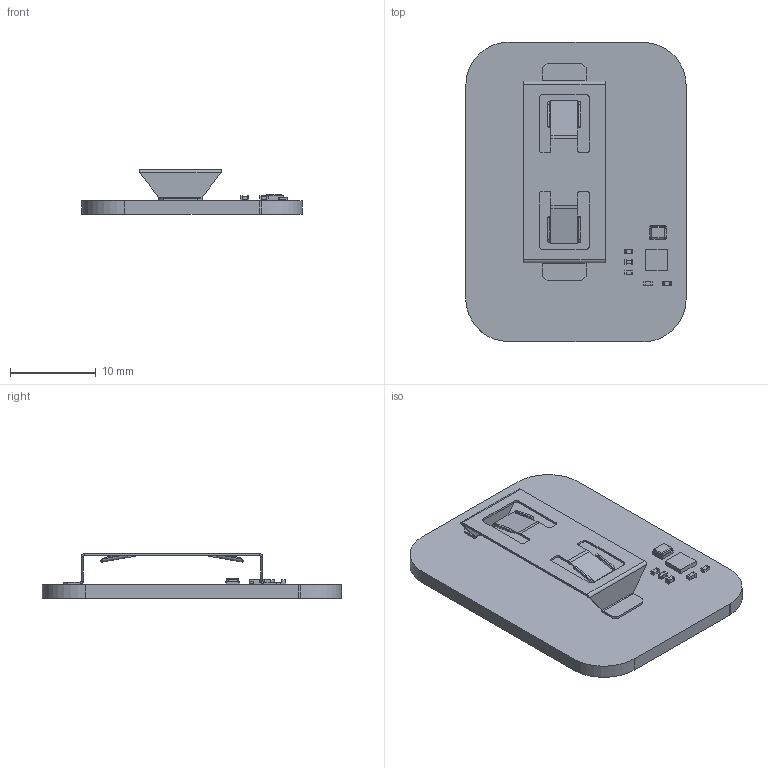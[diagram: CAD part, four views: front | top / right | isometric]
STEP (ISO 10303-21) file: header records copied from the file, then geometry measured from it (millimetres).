
FILE_DESCRIPTION(('KiCad electronic assembly'),'2;1');
FILE_NAME('jbeacon.step','2024-12-28T14:33:57',('Pcbnew'),('Kicad'), 'Open CASCADE STEP processor 7.7','KiCad to STEP converter','Unknown' );
FILE_SCHEMA(('AUTOMOTIVE_DESIGN { 1 0 10303 214 1 1 1 1 }'));
Length unit declared in the file: millimetre
Products named in the file (12): jbeacon 1; C_0402_1005Metric; XRCGB26M000F2P00R0; XRCGB27M000F2P00R0; BC-2003; R_0402_1005Metric; QFN8; jbeacon_PCB
Assembly tree (14 placements, depth 3):
  jbeacon 1
    C_0402_1005Metric  x3
      C_0402_1005Metric
    XRCGB26M000F2P00R0
      XRCGB27M000F2P00R0
    BC-2003
      BC-2003
    R_0402_1005Metric  x2
      R_0402_1005Metric
    QFN8
      QFN8
    jbeacon_PCB
Bounding box: 25.71 x 34.96 x 5.21 mm (x, y, z)
Volume: 1467.1 mm3; surface area: 2483.4 mm2
Topology: 13 solids, 13 shells, 443 faces, 1121 edges, 710 vertices
Faces by surface type: plane 319, cylinder 116, bspline 8
Entity records: 11375 total; most frequent: CARTESIAN_POINT 2027, ORIENTED_EDGE 1818, DIRECTION 1785, EDGE_CURVE 909, LINE 729, VECTOR 729, VERTEX_POINT 570, AXIS2_PLACEMENT_3D 528
